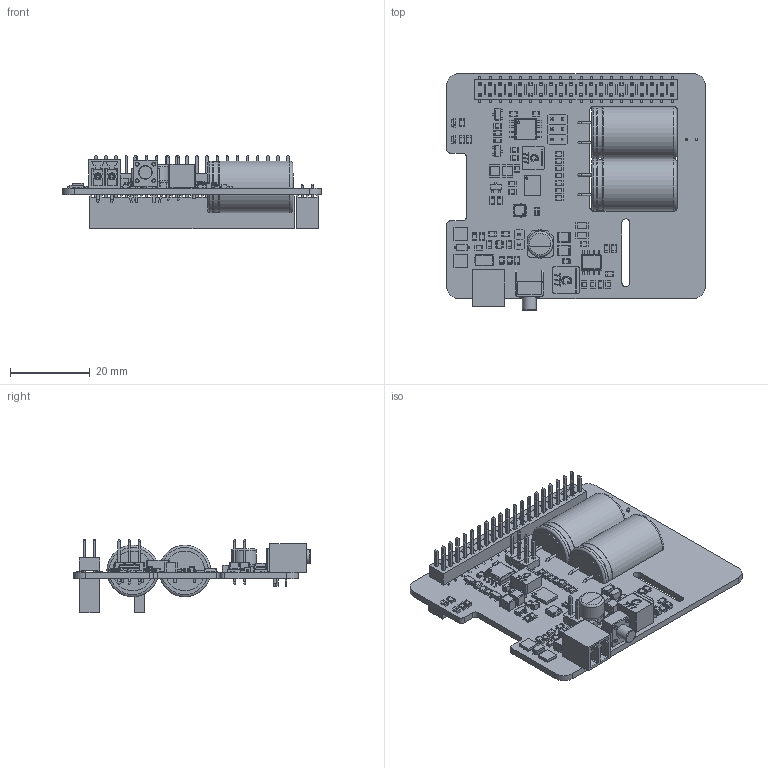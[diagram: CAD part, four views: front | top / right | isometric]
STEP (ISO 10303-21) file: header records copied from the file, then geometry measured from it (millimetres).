
FILE_DESCRIPTION(('Open CASCADE Model'),'2;1');
FILE_NAME('Open CASCADE Shape Model','2019-11-17T19:35:32',('Author'),( 'Open CASCADE'),'Open CASCADE STEP processor 6.8','Open CASCADE 6.8' ,'Unknown');
FILE_SCHEMA(('AUTOMOTIVE_DESIGN { 1 0 10303 214 1 1 1 1 }'));
Length unit declared in the file: millimetre
Products named in the file (235): PCB; Board; Open CASCADE STEP translator 6.8 5.1.1; C8; 6874175808; Terminal; Open_CASCADE_STEP_translator_6.8_18.1.1; Open_CASCADE_STEP_translator_6.8_18.1.2; Mid_Body; Open_CASCADE_STEP_translator_6.8_18.2.1; LD1; 7006897952; Extruded; 7006898352; 7006898832; 7006899232; R12; 6874179648; Open_CASCADE_STEP_translator_6.8_6.2.1; Mark; R24; 6874183248; R26; 6874180608; C24; 6874183328; R13; Q6; 6874180528; Body; Open_CASCADE_STEP_translator_6.8_15.1.1; Leader; Q4; 6874183088; U4; 6874184368; Open_CASCADE_STEP_translator_6.8_14.1; Open_CASCADE_STEP_translator_6.8_14.2.1; J4; HDR-V-2R-1P-5.8L ...
Assembly tree (328 placements, depth 5):
  PCB
    Board
      Open CASCADE STEP translator 6.8 5.1.1
    C8
      6874175808
        Terminal
          Open_CASCADE_STEP_translator_6.8_18.1.1
          Open_CASCADE_STEP_translator_6.8_18.1.2
        Mid_Body
          Open_CASCADE_STEP_translator_6.8_18.2.1
    LD1
      7006897952
        Extruded
      7006898352
        Extruded
      7006898832  x2
        Extruded
      7006899232
        Extruded
    R12
      6874179648
        Mid_Body
        Terminal  x2
          Open_CASCADE_STEP_translator_6.8_6.2.1
        Mark
    R24
      6874183248
        Mid_Body
        Terminal  x2
          Open_CASCADE_STEP_translator_6.8_6.2.1
        Mark
    R26
      6874180608
        Mid_Body
        Terminal  x2
          Open_CASCADE_STEP_translator_6.8_6.2.1
        Mark
    C24
      6874183328
        Terminal
          Open_CASCADE_STEP_translator_6.8_18.1.1
          Open_CASCADE_STEP_translator_6.8_18.1.2
        Mid_Body
          Open_CASCADE_STEP_translator_6.8_18.2.1
    R13
      6874179648
        Mid_Body
        Terminal  x2
          Open_CASCADE_STEP_translator_6.8_6.2.1
        Mark
    Q6
      6874180528
        Body
          Open_CASCADE_STEP_translator_6.8_15.1.1
        Leader  x3
    Q4
      6874183088
        Body
          Open_CASCADE_STEP_translator_6.8_15.1.1
        Leader  x3
Bounding box: 65 x 59.5 x 18.52 mm (x, y, z)
Volume: 15260 mm3; surface area: 20264.3 mm2
Topology: 309 solids, 311 shells, 6498 faces, 15809 edges, 9853 vertices
Faces by surface type: plane 5152, cylinder 989, sphere 222, bspline 112, torus 23
Full cylindrical faces by diameter (mm): 0.4 x1, 0.512 x1, 0.6 x8, 0.65 x2, 0.675 x1, 0.85 x2, 0.94 x4, 1.8 x2, 3.505 x1, 6.3 x2, 9.5 x4, 10 x2, 13 x4
Entity records: 133258 total; most frequent: CARTESIAN_POINT 28457, ORIENTED_EDGE 20332, DIRECTION 19551, EDGE_CURVE 10167, LINE 8601, VECTOR 8601, VERTEX_POINT 6464, AXIS2_PLACEMENT_3D 5475
